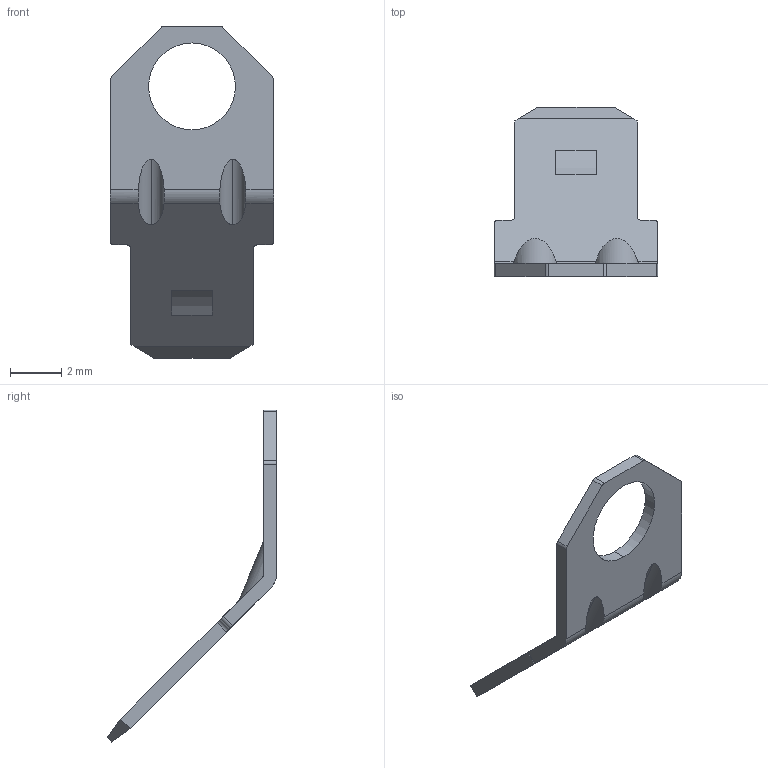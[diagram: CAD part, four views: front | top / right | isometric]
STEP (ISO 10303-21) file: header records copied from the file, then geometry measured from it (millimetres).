
FILE_DESCRIPTION (( 'STEP AP203' ), '1' );
FILE_NAME ('08310.STEP', '2015-02-18T20:00:22', ( '' ), ( '' ), 'SwSTEP 2.0', 'SolidWorks 2014', '' );
FILE_SCHEMA (( 'CONFIG_CONTROL_DESIGN' ));
Length unit declared in the file: inch
Products named in the file (1): 08310
Bounding box: 6.35 x 6.59 x 12.9 mm (x, y, z)
Volume: 37.1 mm3; surface area: 173.6 mm2
Topology: 1 solids, 1 shells, 46 faces, 126 edges, 84 vertices
Faces by surface type: cylinder 24, plane 22
Entity records: 1557 total; most frequent: CARTESIAN_POINT 325, ORIENTED_EDGE 252, DIRECTION 228, EDGE_CURVE 126, VERTEX_POINT 84, VECTOR 78, LINE 78, AXIS2_PLACEMENT_3D 75
